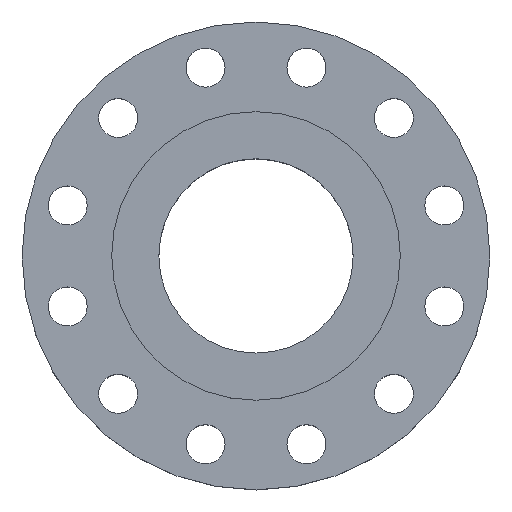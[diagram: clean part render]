
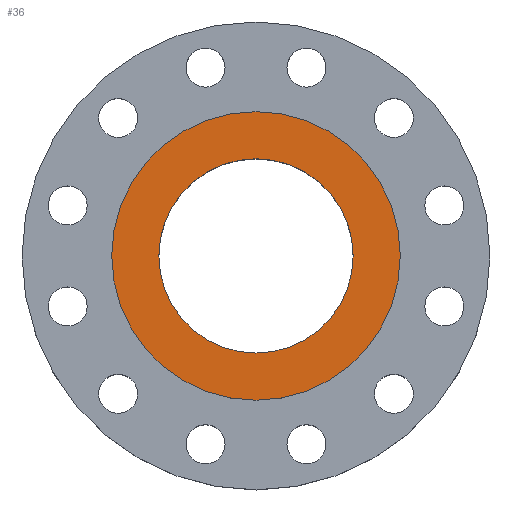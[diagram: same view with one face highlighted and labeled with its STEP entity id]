
A CAD part, top view. The second image highlights one B-rep face of the part: STEP entity #36.
In plain terms, the highlighted planar face has unit normal (0, 0, 1).
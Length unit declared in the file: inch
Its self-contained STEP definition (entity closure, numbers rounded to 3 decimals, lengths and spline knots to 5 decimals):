
#11 = EDGE_CURVE ( 'NONE', #170, #23, #698, .T. ) ;
#23 = VERTEX_POINT ( 'NONE', #990 ) ;
#36 = ADVANCED_FACE ( 'NONE', ( #129, #465 ), #1326, .T. ) ;
#54 = CARTESIAN_POINT ( 'NONE',  ( -3.115, 0., 0.25 ) ) ;
#65 = DIRECTION ( 'NONE',  ( 1., 0., 0. ) ) ;
#87 = DIRECTION ( 'NONE',  ( 1., 0., 0. ) ) ;
#95 = AXIS2_PLACEMENT_3D ( 'NONE', #310, #713, #87 ) ;
#106 = ORIENTED_EDGE ( 'NONE', *, *, #1131, .F. ) ;
#129 = FACE_BOUND ( 'NONE', #1013, .T. ) ;
#163 = CARTESIAN_POINT ( 'NONE',  ( 0., 0., 0.25 ) ) ;
#170 = VERTEX_POINT ( 'NONE', #1188 ) ;
#178 = CARTESIAN_POINT ( 'NONE',  ( 0., 0., 0.25 ) ) ;
#222 = DIRECTION ( 'NONE',  ( 1., 0., 0. ) ) ;
#226 = EDGE_CURVE ( 'NONE', #580, #483, #256, .T. ) ;
#256 = CIRCLE ( 'NONE', #95, 3.115 ) ;
#310 = CARTESIAN_POINT ( 'NONE',  ( 0., 0., 0.25 ) ) ;
#448 = ORIENTED_EDGE ( 'NONE', *, *, #226, .F. ) ;
#453 = CIRCLE ( 'NONE', #925, 4.625 ) ;
#465 = FACE_OUTER_BOUND ( 'NONE', #494, .T. ) ;
#483 = VERTEX_POINT ( 'NONE', #54 ) ;
#494 = EDGE_LOOP ( 'NONE', ( #1256, #1368 ) ) ;
#580 = VERTEX_POINT ( 'NONE', #831 ) ;
#630 = DIRECTION ( 'NONE',  ( 0., 0., 1. ) ) ;
#635 = AXIS2_PLACEMENT_3D ( 'NONE', #163, #630, #1067 ) ;
#698 = CIRCLE ( 'NONE', #635, 4.625 ) ;
#713 = DIRECTION ( 'NONE',  ( 0., 0., 1. ) ) ;
#773 = DIRECTION ( 'NONE',  ( 1., 0., 0. ) ) ;
#793 = CARTESIAN_POINT ( 'NONE',  ( 0., 0., 0.25 ) ) ;
#828 = DIRECTION ( 'NONE',  ( 0., 0., 1. ) ) ;
#831 = CARTESIAN_POINT ( 'NONE',  ( 3.115, 0., 0.25 ) ) ;
#874 = DIRECTION ( 'NONE',  ( 0., 0., 1. ) ) ;
#925 = AXIS2_PLACEMENT_3D ( 'NONE', #178, #828, #65 ) ;
#990 = CARTESIAN_POINT ( 'NONE',  ( 4.625, 0., 0.25 ) ) ;
#1013 = EDGE_LOOP ( 'NONE', ( #106, #448 ) ) ;
#1067 = DIRECTION ( 'NONE',  ( 1., 0., 0. ) ) ;
#1131 = EDGE_CURVE ( 'NONE', #483, #580, #1407, .T. ) ;
#1153 = AXIS2_PLACEMENT_3D ( 'NONE', #1168, #874, #222 ) ;
#1168 = CARTESIAN_POINT ( 'NONE',  ( 0., 0., 0.25 ) ) ;
#1188 = CARTESIAN_POINT ( 'NONE',  ( -4.625, 0., 0.25 ) ) ;
#1214 = DIRECTION ( 'NONE',  ( 0., 0., 1. ) ) ;
#1219 = AXIS2_PLACEMENT_3D ( 'NONE', #793, #1214, #773 ) ;
#1256 = ORIENTED_EDGE ( 'NONE', *, *, #11, .T. ) ;
#1326 = PLANE ( 'NONE',  #1219 ) ;
#1368 = ORIENTED_EDGE ( 'NONE', *, *, #1393, .T. ) ;
#1393 = EDGE_CURVE ( 'NONE', #23, #170, #453, .T. ) ;
#1407 = CIRCLE ( 'NONE', #1153, 3.115 ) ;
